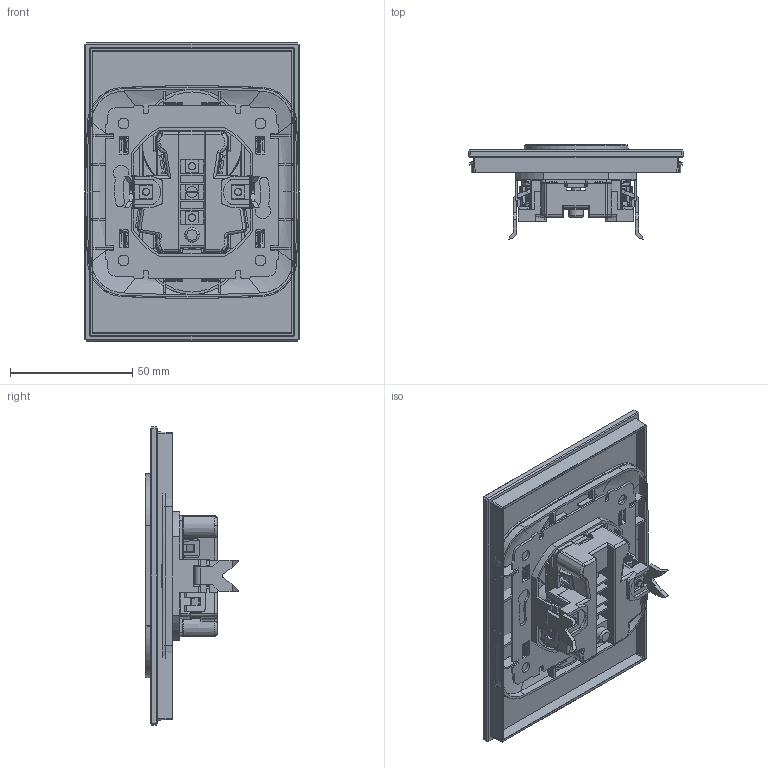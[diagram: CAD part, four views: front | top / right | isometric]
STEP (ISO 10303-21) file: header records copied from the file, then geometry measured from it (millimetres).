
FILE_DESCRIPTION (( 'STEP AP203' ), '1' );
FILE_NAME ('SK-R20-10 SKANDY Ðîç. 2-ÿ áåç ç.ê.ø ñòåêëî, ïë. 10À SK-R03 IEK.STEP', '2024-06-17T09:55:55', ( '' ), ( '' ), 'SwSTEP 2.0', 'SolidWorks 2022', '' );
FILE_SCHEMA (( 'CONFIG_CONTROL_DESIGN' ));
Length unit declared in the file: millimetre
Products named in the file (1): SK-R20-10 SKANDY Роз. 2-я без з.к.ш стекло, пл. 10А SK-R03 IEK
Bounding box: 88 x 38.46 x 122 mm (x, y, z)
Volume: 78674.4 mm3; surface area: 104915.5 mm2
Topology: 25 solids, 25 shells, 2909 faces, 8203 edges, 5374 vertices
Faces by surface type: plane 1632, cylinder 751, cone 249, torus 137, bspline 135, sphere 5
Entity records: 129979 total; most frequent: CARTESIAN_POINT 56418, ORIENTED_EDGE 16406, DIRECTION 13876, EDGE_CURVE 8203, VERTEX_POINT 5374, LINE 4946, VECTOR 4946, AXIS2_PLACEMENT_3D 4465
